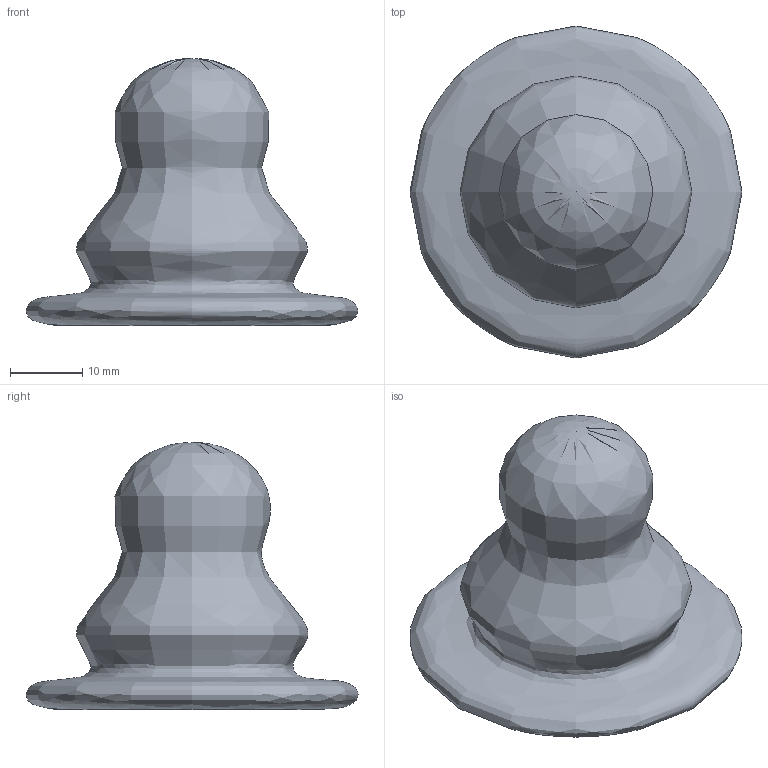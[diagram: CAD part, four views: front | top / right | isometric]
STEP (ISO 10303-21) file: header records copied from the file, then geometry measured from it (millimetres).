
FILE_DESCRIPTION(/* description */ (''),/* implementation_level */ '2;1');
FILE_NAME(/* name */ 'Finial.step',/* time_stamp */ '2023-01-01T08:29:43-07:00',/* author */ (''),/* organization */ (''),/* preprocessor_version */ 'ST-DEVELOPER v19.2',/* originating_system */ 'Autodesk Translation Framework v11.17.0.187',/* authorisation */ '');
FILE_SCHEMA (('AUTOMOTIVE_DESIGN { 1 0 10303 214 3 1 1 }'));
Length unit declared in the file: millimetre
Products named in the file (1): Tower
Bounding box: 46 x 46 x 37.01 mm (x, y, z)
Volume: 13029.8 mm3; surface area: 8194.8 mm2
Topology: 1 solids, 2 shells, 28 faces, 66 edges, 40 vertices
Faces by surface type: bspline 14, plane 14
Entity records: 2208 total; most frequent: CARTESIAN_POINT 1665, ORIENTED_EDGE 128, EDGE_CURVE 64, DIRECTION 64, VERTEX_POINT 40, B_SPLINE_CURVE_WITH_KNOTS 37, FACE_OUTER_BOUND 28, EDGE_LOOP 28
